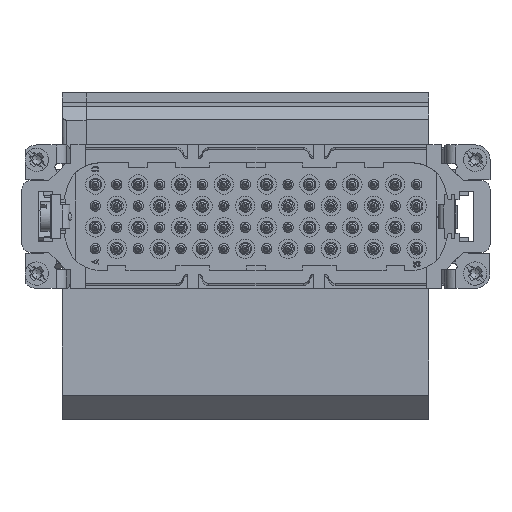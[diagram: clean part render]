
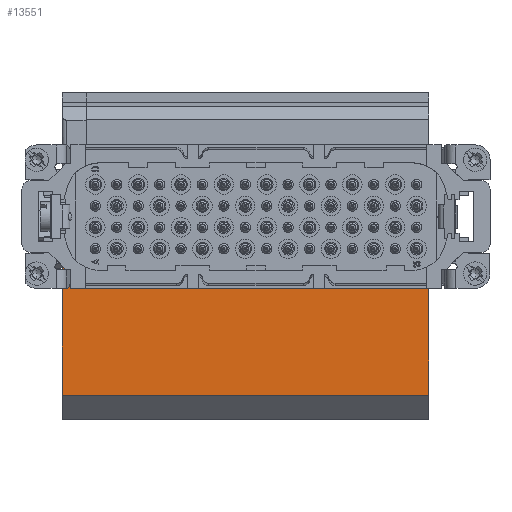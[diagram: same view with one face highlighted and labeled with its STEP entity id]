
A CAD part, top view. The second image highlights one B-rep face of the part: STEP entity #13551.
In plain terms, the highlighted planar face has unit normal (0, -0.001, 1).
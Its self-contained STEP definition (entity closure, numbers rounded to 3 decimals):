
#11020=FACE_OUTER_BOUND('',#23553,.T.);
#13551=ADVANCED_FACE('',(#11020),#16604,.T.);
#16604=PLANE('',#67498);
#23553=EDGE_LOOP('',(#29805,#29806,#29807,#29808,#29809,#29810,#29811,#29812,
#29813));
#29805=ORIENTED_EDGE('',*,*,#48679,.F.);
#29806=ORIENTED_EDGE('',*,*,#47457,.T.);
#29807=ORIENTED_EDGE('',*,*,#49240,.F.);
#29808=ORIENTED_EDGE('',*,*,#49333,.F.);
#29809=ORIENTED_EDGE('',*,*,#49329,.T.);
#29810=ORIENTED_EDGE('',*,*,#49328,.T.);
#29811=ORIENTED_EDGE('',*,*,#49334,.F.);
#29812=ORIENTED_EDGE('',*,*,#49269,.F.);
#29813=ORIENTED_EDGE('',*,*,#49332,.T.);
#42124=VERTEX_POINT('',#84903);
#42126=VERTEX_POINT('',#84906);
#43049=VERTEX_POINT('',#88011);
#43606=VERTEX_POINT('',#89567);
#43631=VERTEX_POINT('',#89627);
#43632=VERTEX_POINT('',#89629);
#43684=VERTEX_POINT('',#89743);
#43685=VERTEX_POINT('',#89745);
#43686=VERTEX_POINT('',#89747);
#47457=EDGE_CURVE('',#42126,#42124,#55045,.T.);
#48679=EDGE_CURVE('',#42126,#43049,#55891,.T.);
#49240=EDGE_CURVE('',#43606,#42124,#56241,.T.);
#49269=EDGE_CURVE('',#43631,#43632,#56269,.T.);
#49328=EDGE_CURVE('',#43685,#43684,#56325,.T.);
#49329=EDGE_CURVE('',#43686,#43685,#56326,.T.);
#49332=EDGE_CURVE('',#43631,#43049,#56328,.T.);
#49333=EDGE_CURVE('',#43686,#43606,#56329,.T.);
#49334=EDGE_CURVE('',#43632,#43684,#56330,.T.);
#55045=LINE('',#84905,#60019);
#55891=LINE('',#88010,#60909);
#56241=LINE('',#89568,#61259);
#56269=LINE('',#89628,#61287);
#56325=LINE('',#89744,#61343);
#56326=LINE('',#89746,#61344);
#56328=LINE('',#89752,#61346);
#56329=LINE('',#89754,#61347);
#56330=LINE('',#89755,#61348);
#60019=VECTOR('',#71090,1.);
#60909=VECTOR('',#73266,1.);
#61259=VECTOR('',#73756,1.);
#61287=VECTOR('',#73798,1.);
#61343=VECTOR('',#73868,1.);
#61344=VECTOR('',#73869,1.);
#61346=VECTOR('',#73875,1.);
#61347=VECTOR('',#73878,1.);
#61348=VECTOR('',#73879,1.);
#67498=AXIS2_PLACEMENT_3D('',#89756,#73880,#73881);
#71090=DIRECTION('',(-1.,0.,0.));
#73266=DIRECTION('',(0.,-1.,-0.001));
#73756=DIRECTION('',(0.,1.,0.001));
#73798=DIRECTION('',(0.,1.,0.001));
#73868=DIRECTION('',(0.,1.,0.001));
#73869=DIRECTION('',(0.,1.,0.001));
#73875=DIRECTION('',(1.,0.,0.));
#73878=DIRECTION('',(1.,0.,0.));
#73879=DIRECTION('',(1.,0.,0.));
#73880=DIRECTION('',(0.,-0.001,1.));
#73881=DIRECTION('',(0.,-1.,-0.001));
#84903=CARTESIAN_POINT('',(-40.3,-15.75,-37.481));
#84905=CARTESIAN_POINT('',(-35.22,-15.75,-37.481));
#84906=CARTESIAN_POINT('',(40.98,-15.75,-37.481));
#88010=CARTESIAN_POINT('',(40.98,-49.56,-37.501));
#88011=CARTESIAN_POINT('',(40.98,-42.303,-37.497));
#89567=CARTESIAN_POINT('',(-40.3,-15.753,-37.481));
#89568=CARTESIAN_POINT('',(-40.3,-0.203,-37.472));
#89627=CARTESIAN_POINT('',(-46.,-42.303,-37.497));
#89628=CARTESIAN_POINT('',(-46.,-42.303,-37.497));
#89629=CARTESIAN_POINT('',(-46.,-10.803,-37.478));
#89743=CARTESIAN_POINT('',(-41.5,-10.803,-37.478));
#89744=CARTESIAN_POINT('',(-41.5,-15.753,-37.481));
#89745=CARTESIAN_POINT('',(-41.5,-15.021,-37.481));
#89746=CARTESIAN_POINT('',(-41.5,-0.203,-37.472));
#89747=CARTESIAN_POINT('',(-41.5,-15.753,-37.481));
#89752=CARTESIAN_POINT('',(-40.3,-42.303,-37.497));
#89754=CARTESIAN_POINT('',(-40.3,-15.753,-37.481));
#89755=CARTESIAN_POINT('',(-40.3,-10.803,-37.478));
#89756=CARTESIAN_POINT('',(-40.3,-42.303,-37.497));
